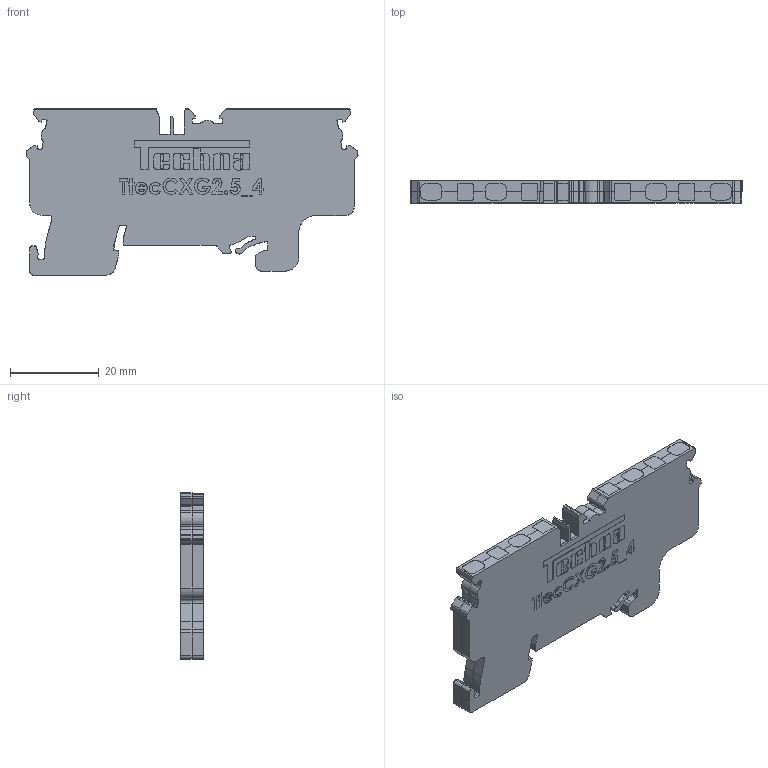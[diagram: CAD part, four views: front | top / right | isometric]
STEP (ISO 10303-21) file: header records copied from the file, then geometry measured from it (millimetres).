
FILE_DESCRIPTION (( 'STEP AP214' ), '1' );
FILE_NAME ('TtecCXG2.5_4.STEP', '2020-07-22T08:15:04', ( '' ), ( '' ), 'SwSTEP 2.0', 'SolidWorks 2020', '' );
FILE_SCHEMA (( 'AUTOMOTIVE_DESIGN' ));
Length unit declared in the file: millimetre
Products named in the file (1): TtecCXG2.5_4
Bounding box: 74.7 x 5 x 37.4 mm (x, y, z)
Volume: 10988.1 mm3; surface area: 6030.4 mm2
Topology: 1 solids, 1 shells, 1010 faces, 2895 edges, 1932 vertices
Faces by surface type: plane 563, cylinder 340, bspline 107
Entity records: 47024 total; most frequent: CARTESIAN_POINT 12402, ORIENTED_EDGE 5790, DIRECTION 5172, EDGE_CURVE 2895, LINE 2000, VECTOR 2000, VERTEX_POINT 1932, AXIS2_PLACEMENT_3D 1586
